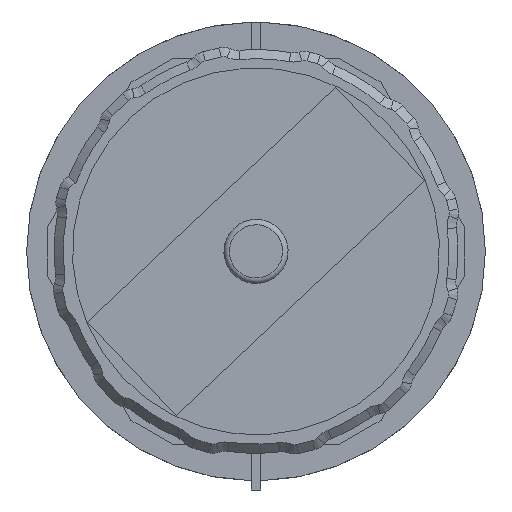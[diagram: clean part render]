
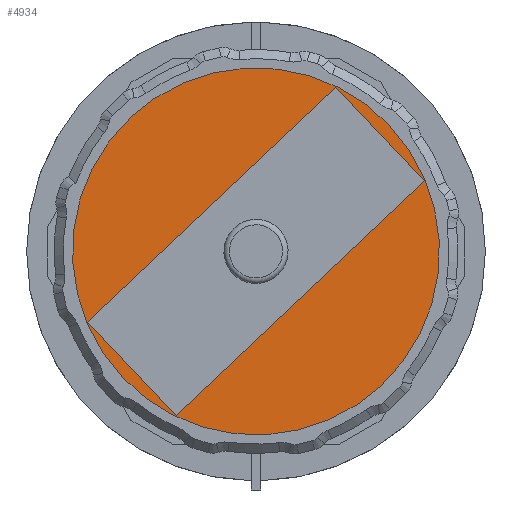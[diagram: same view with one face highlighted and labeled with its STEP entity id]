
A CAD part, front view. The second image highlights one B-rep face of the part: STEP entity #4934.
In plain terms, the highlighted planar face has unit normal (0, -1, 0).
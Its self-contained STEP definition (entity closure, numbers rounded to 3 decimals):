
#83=FACE_BOUND('',#793,.T.);
#248=PLANE('',#5554);
#501=FACE_OUTER_BOUND('',#792,.T.);
#792=EDGE_LOOP('',(#3865));
#793=EDGE_LOOP('',(#3866,#3867,#3868,#3869));
#1134=LINE('',#7997,#1543);
#1138=LINE('',#8005,#1547);
#1141=LINE('',#8011,#1550);
#1144=LINE('',#8016,#1553);
#1543=VECTOR('',#6614,10.);
#1547=VECTOR('',#6620,10.);
#1550=VECTOR('',#6625,10.);
#1553=VECTOR('',#6630,10.);
#1964=CIRCLE('',#5553,10.);
#2248=VERTEX_POINT('',#7995);
#2249=VERTEX_POINT('',#7996);
#2252=VERTEX_POINT('',#8004);
#2254=VERTEX_POINT('',#8010);
#2256=VERTEX_POINT('',#8020);
#2819=EDGE_CURVE('',#2248,#2249,#1134,.T.);
#2823=EDGE_CURVE('',#2249,#2252,#1138,.T.);
#2826=EDGE_CURVE('',#2252,#2254,#1141,.T.);
#2829=EDGE_CURVE('',#2254,#2248,#1144,.T.);
#2831=EDGE_CURVE('',#2256,#2256,#1964,.T.);
#3865=ORIENTED_EDGE('',*,*,#2831,.T.);
#3866=ORIENTED_EDGE('',*,*,#2819,.T.);
#3867=ORIENTED_EDGE('',*,*,#2823,.T.);
#3868=ORIENTED_EDGE('',*,*,#2826,.T.);
#3869=ORIENTED_EDGE('',*,*,#2829,.T.);
#4934=ADVANCED_FACE('',(#501,#83),#248,.F.);
#5553=AXIS2_PLACEMENT_3D('',#8021,#6636,#6637);
#5554=AXIS2_PLACEMENT_3D('',#8022,#6638,#6639);
#6614=DIRECTION('',(0.,0.,1.));
#6620=DIRECTION('',(1.,0.,0.));
#6625=DIRECTION('',(0.,0.,-1.));
#6630=DIRECTION('',(-1.,0.,0.));
#6636=DIRECTION('center_axis',(0.,-1.,0.));
#6637=DIRECTION('ref_axis',(-1.,0.,0.));
#6638=DIRECTION('center_axis',(0.,1.,0.));
#6639=DIRECTION('ref_axis',(0.,0.,1.));
#7995=CARTESIAN_POINT('',(-9.3,-0.2,-3.5));
#7996=CARTESIAN_POINT('',(-9.3,-0.2,3.5));
#7997=CARTESIAN_POINT('',(-9.3,-0.2,1.75));
#8004=CARTESIAN_POINT('',(9.3,-0.2,3.5));
#8005=CARTESIAN_POINT('',(4.65,-0.2,3.5));
#8010=CARTESIAN_POINT('',(9.3,-0.2,-3.5));
#8011=CARTESIAN_POINT('',(9.3,-0.2,-1.75));
#8016=CARTESIAN_POINT('',(-4.65,-0.2,-3.5));
#8020=CARTESIAN_POINT('',(10.,-0.2,0.));
#8021=CARTESIAN_POINT('Origin',(0.,-0.2,0.));
#8022=CARTESIAN_POINT('Origin',(0.,-0.2,0.));
